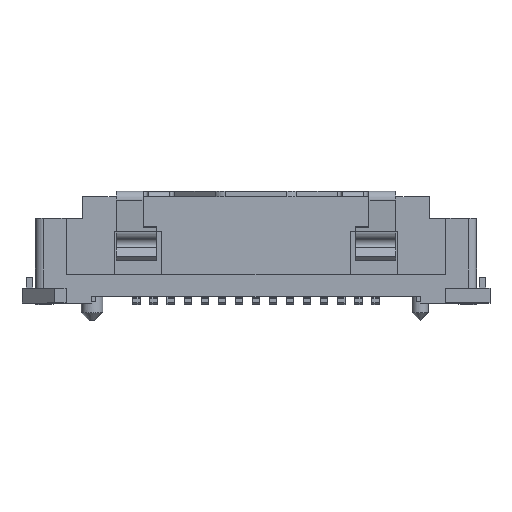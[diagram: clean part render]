
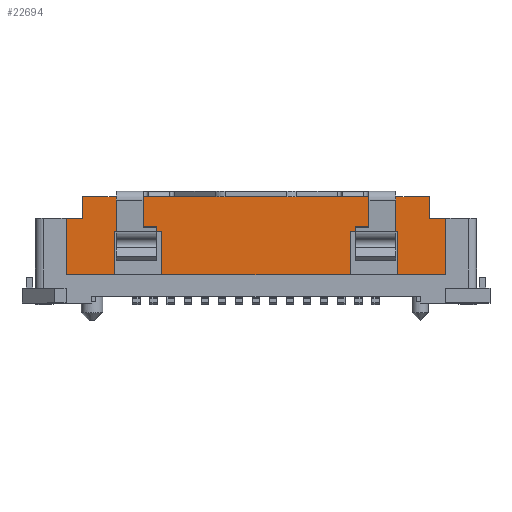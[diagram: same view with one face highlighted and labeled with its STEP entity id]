
A CAD part, top view. The second image highlights one B-rep face of the part: STEP entity #22694.
In plain terms, the highlighted planar face has unit normal (0, 0, 1).
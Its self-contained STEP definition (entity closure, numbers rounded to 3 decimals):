
#6993=DIRECTION('',(1.,0.,0.));
#6994=VECTOR('',#6993,1.);
#6995=CARTESIAN_POINT('',(4.2,1.975,2.4));
#6996=LINE('',#6995,#6994);
#6997=DIRECTION('',(0.,-1.,0.));
#6998=VECTOR('',#6997,0.8);
#6999=CARTESIAN_POINT('',(6.45,1.975,2.4));
#7000=LINE('',#6999,#6998);
#7001=DIRECTION('',(-1.,0.,0.));
#7002=VECTOR('',#7001,0.61);
#7003=CARTESIAN_POINT('',(7.06,1.175,2.4));
#7004=LINE('',#7003,#7002);
#7005=DIRECTION('',(0.,1.,0.));
#7006=VECTOR('',#7005,2.1);
#7007=CARTESIAN_POINT('',(7.06,-0.925,2.4));
#7008=LINE('',#7007,#7006);
#7009=DIRECTION('',(-1.,0.,0.));
#7010=VECTOR('',#7009,1.785);
#7011=CARTESIAN_POINT('',(7.06,-0.925,2.4));
#7012=LINE('',#7011,#7010);
#7013=DIRECTION('',(0.,1.,0.));
#7014=VECTOR('',#7013,1.6);
#7015=CARTESIAN_POINT('',(5.275,-0.925,2.4));
#7016=LINE('',#7015,#7014);
#7017=DIRECTION('',(1.,0.,0.));
#7018=VECTOR('',#7017,1.775);
#7019=CARTESIAN_POINT('',(3.5,0.675,2.4));
#7020=LINE('',#7019,#7018);
#7021=DIRECTION('',(0.,1.,0.));
#7022=VECTOR('',#7021,1.6);
#7023=CARTESIAN_POINT('',(3.5,-0.925,2.4));
#7024=LINE('',#7023,#7022);
#7025=DIRECTION('',(-1.,0.,0.));
#7026=VECTOR('',#7025,7.);
#7027=CARTESIAN_POINT('',(3.5,-0.925,2.4));
#7028=LINE('',#7027,#7026);
#7029=DIRECTION('',(0.,1.,0.));
#7030=VECTOR('',#7029,1.6);
#7031=CARTESIAN_POINT('',(-3.5,-0.925,2.4));
#7032=LINE('',#7031,#7030);
#7033=DIRECTION('',(1.,0.,0.));
#7034=VECTOR('',#7033,1.775);
#7035=CARTESIAN_POINT('',(-5.275,0.675,2.4));
#7036=LINE('',#7035,#7034);
#7037=DIRECTION('',(0.,1.,0.));
#7038=VECTOR('',#7037,1.6);
#7039=CARTESIAN_POINT('',(-5.275,-0.925,2.4));
#7040=LINE('',#7039,#7038);
#7041=DIRECTION('',(-1.,0.,0.));
#7042=VECTOR('',#7041,1.785);
#7043=CARTESIAN_POINT('',(-5.275,-0.925,2.4));
#7044=LINE('',#7043,#7042);
#7045=DIRECTION('',(0.,1.,0.));
#7046=VECTOR('',#7045,2.1);
#7047=CARTESIAN_POINT('',(-7.06,-0.925,2.4));
#7048=LINE('',#7047,#7046);
#7049=DIRECTION('',(1.,0.,0.));
#7050=VECTOR('',#7049,0.61);
#7051=CARTESIAN_POINT('',(-7.06,1.175,2.4));
#7052=LINE('',#7051,#7050);
#7053=DIRECTION('',(0.,-1.,0.));
#7054=VECTOR('',#7053,0.8);
#7055=CARTESIAN_POINT('',(-6.45,1.975,2.4));
#7056=LINE('',#7055,#7054);
#7057=DIRECTION('',(-1.,0.,0.));
#7058=VECTOR('',#7057,1.);
#7059=CARTESIAN_POINT('',(-4.2,1.975,2.4));
#7060=LINE('',#7059,#7058);
#7061=DIRECTION('',(0.,-1.,0.));
#7062=VECTOR('',#7061,0.005);
#7063=CARTESIAN_POINT('',(-1.959,1.975,2.4));
#7064=LINE('',#7063,#7062);
#7065=DIRECTION('',(-1.,0.,0.));
#7066=VECTOR('',#7065,3.917);
#7067=CARTESIAN_POINT('',(1.959,1.97,2.4));
#7068=LINE('',#7067,#7066);
#7069=DIRECTION('',(0.,-1.,0.));
#7070=VECTOR('',#7069,0.005);
#7071=CARTESIAN_POINT('',(1.959,1.975,2.4));
#7072=LINE('',#7071,#7070);
#7237=DIRECTION('',(-1.,0.,0.));
#7238=VECTOR('',#7237,1.25);
#7239=CARTESIAN_POINT('',(-5.2,1.975,2.4));
#7240=LINE('',#7239,#7238);
#7257=DIRECTION('',(-1.,0.,0.));
#7258=VECTOR('',#7257,2.241);
#7259=CARTESIAN_POINT('',(-1.959,1.975,2.4));
#7260=LINE('',#7259,#7258);
#7277=DIRECTION('',(-1.,0.,0.));
#7278=VECTOR('',#7277,1.25);
#7279=CARTESIAN_POINT('',(6.45,1.975,2.4));
#7280=LINE('',#7279,#7278);
#7289=DIRECTION('',(-1.,0.,0.));
#7290=VECTOR('',#7289,2.241);
#7291=CARTESIAN_POINT('',(4.2,1.975,2.4));
#7292=LINE('',#7291,#7290);
#9985=CARTESIAN_POINT('',(6.45,1.975,2.4));
#9986=CARTESIAN_POINT('',(6.45,1.175,2.4));
#9987=VERTEX_POINT('',#9985);
#9988=VERTEX_POINT('',#9986);
#9989=CARTESIAN_POINT('',(-6.45,1.975,2.4));
#9990=CARTESIAN_POINT('',(-6.45,1.175,2.4));
#9991=VERTEX_POINT('',#9989);
#9992=VERTEX_POINT('',#9990);
#10005=CARTESIAN_POINT('',(7.06,1.175,2.4));
#10006=VERTEX_POINT('',#10005);
#10007=CARTESIAN_POINT('',(-7.06,1.175,2.4));
#10008=VERTEX_POINT('',#10007);
#10141=CARTESIAN_POINT('',(-7.06,-0.925,2.4));
#10142=VERTEX_POINT('',#10141);
#10143=CARTESIAN_POINT('',(7.06,-0.925,2.4));
#10144=VERTEX_POINT('',#10143);
#10651=CARTESIAN_POINT('',(-5.275,-0.925,2.4));
#10653=VERTEX_POINT('',#10651);
#10657=CARTESIAN_POINT('',(-3.5,-0.925,2.4));
#10658=VERTEX_POINT('',#10657);
#10659=CARTESIAN_POINT('',(3.5,-0.925,2.4));
#10661=VERTEX_POINT('',#10659);
#10665=CARTESIAN_POINT('',(5.275,-0.925,2.4));
#10666=VERTEX_POINT('',#10665);
#10667=CARTESIAN_POINT('',(-5.275,0.675,2.4));
#10668=CARTESIAN_POINT('',(-3.5,0.675,2.4));
#10669=VERTEX_POINT('',#10667);
#10670=VERTEX_POINT('',#10668);
#10671=CARTESIAN_POINT('',(3.5,0.675,2.4));
#10672=CARTESIAN_POINT('',(5.275,0.675,2.4));
#10673=VERTEX_POINT('',#10671);
#10674=VERTEX_POINT('',#10672);
#11023=CARTESIAN_POINT('',(-1.959,1.975,2.4));
#11025=VERTEX_POINT('',#11023);
#11027=CARTESIAN_POINT('',(1.959,1.975,2.4));
#11029=VERTEX_POINT('',#11027);
#11035=CARTESIAN_POINT('',(-1.959,1.97,2.4));
#11036=VERTEX_POINT('',#11035);
#11037=CARTESIAN_POINT('',(1.959,1.97,2.4));
#11038=VERTEX_POINT('',#11037);
#11255=CARTESIAN_POINT('',(-5.2,1.975,2.4));
#11256=VERTEX_POINT('',#11255);
#11261=CARTESIAN_POINT('',(-4.2,1.975,2.4));
#11262=VERTEX_POINT('',#11261);
#11335=CARTESIAN_POINT('',(4.2,1.975,2.4));
#11336=CARTESIAN_POINT('',(5.2,1.975,2.4));
#11337=VERTEX_POINT('',#11335);
#11338=VERTEX_POINT('',#11336);
#22646=CARTESIAN_POINT('',(8.7,-0.925,2.4));
#22647=DIRECTION('',(0.,0.,-1.));
#22648=DIRECTION('',(0.,1.,0.));
#22649=AXIS2_PLACEMENT_3D('',#22646,#22647,#22648);
#22650=PLANE('',#22649);
#22652=ORIENTED_EDGE('',*,*,#22651,.T.);
#22654=ORIENTED_EDGE('',*,*,#22653,.F.);
#22656=ORIENTED_EDGE('',*,*,#22655,.T.);
#22657=ORIENTED_EDGE('',*,*,#13817,.F.);
#22659=ORIENTED_EDGE('',*,*,#22658,.F.);
#22660=ORIENTED_EDGE('',*,*,#22618,.T.);
#22662=ORIENTED_EDGE('',*,*,#22661,.T.);
#22664=ORIENTED_EDGE('',*,*,#22663,.F.);
#22666=ORIENTED_EDGE('',*,*,#22665,.F.);
#22667=ORIENTED_EDGE('',*,*,#22611,.T.);
#22669=ORIENTED_EDGE('',*,*,#22668,.T.);
#22671=ORIENTED_EDGE('',*,*,#22670,.F.);
#22672=ORIENTED_EDGE('',*,*,#22637,.F.);
#22673=ORIENTED_EDGE('',*,*,#22626,.T.);
#22675=ORIENTED_EDGE('',*,*,#22674,.T.);
#22676=ORIENTED_EDGE('',*,*,#13737,.T.);
#22678=ORIENTED_EDGE('',*,*,#22677,.F.);
#22680=ORIENTED_EDGE('',*,*,#22679,.F.);
#22682=ORIENTED_EDGE('',*,*,#22681,.F.);
#22684=ORIENTED_EDGE('',*,*,#22683,.F.);
#22686=ORIENTED_EDGE('',*,*,#22685,.T.);
#22687=ORIENTED_EDGE('',*,*,#22095,.F.);
#22689=ORIENTED_EDGE('',*,*,#22688,.F.);
#22691=ORIENTED_EDGE('',*,*,#22690,.F.);
#22692=EDGE_LOOP('',(#22652,#22654,#22656,#22657,#22659,#22660,#22662,#22664,
#22666,#22667,#22669,#22671,#22672,#22673,#22675,#22676,#22678,#22680,#22682,
#22684,#22686,#22687,#22689,#22691));
#22693=FACE_OUTER_BOUND('',#22692,.F.);
#22694=ADVANCED_FACE('',(#22693),#22650,.F.);
#13737=EDGE_CURVE('',#10008,#9992,#7052,.T.);
#13817=EDGE_CURVE('',#10006,#9988,#7004,.T.);
#22095=EDGE_CURVE('',#11038,#11036,#7068,.T.);
#22611=EDGE_CURVE('',#10661,#10658,#7028,.T.);
#22618=EDGE_CURVE('',#10144,#10666,#7012,.T.);
#22626=EDGE_CURVE('',#10653,#10142,#7044,.T.);
#22637=EDGE_CURVE('',#10653,#10669,#7040,.T.);
#22651=EDGE_CURVE('',#11337,#11338,#6996,.T.);
#22653=EDGE_CURVE('',#9987,#11338,#7280,.T.);
#22655=EDGE_CURVE('',#9987,#9988,#7000,.T.);
#22658=EDGE_CURVE('',#10144,#10006,#7008,.T.);
#22661=EDGE_CURVE('',#10666,#10674,#7016,.T.);
#22663=EDGE_CURVE('',#10673,#10674,#7020,.T.);
#22665=EDGE_CURVE('',#10661,#10673,#7024,.T.);
#22668=EDGE_CURVE('',#10658,#10670,#7032,.T.);
#22670=EDGE_CURVE('',#10669,#10670,#7036,.T.);
#22674=EDGE_CURVE('',#10142,#10008,#7048,.T.);
#22677=EDGE_CURVE('',#9991,#9992,#7056,.T.);
#22679=EDGE_CURVE('',#11256,#9991,#7240,.T.);
#22681=EDGE_CURVE('',#11262,#11256,#7060,.T.);
#22683=EDGE_CURVE('',#11025,#11262,#7260,.T.);
#22685=EDGE_CURVE('',#11025,#11036,#7064,.T.);
#22688=EDGE_CURVE('',#11029,#11038,#7072,.T.);
#22690=EDGE_CURVE('',#11337,#11029,#7292,.T.);
